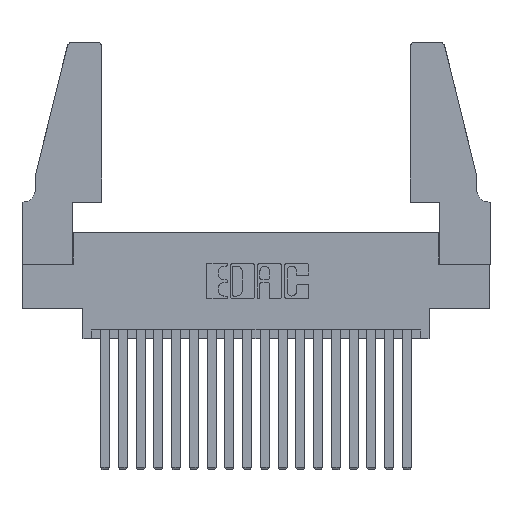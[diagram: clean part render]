
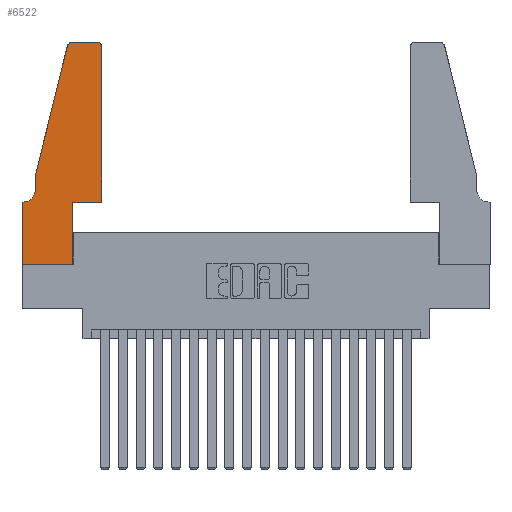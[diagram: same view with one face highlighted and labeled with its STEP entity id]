
A CAD part, top view. The second image highlights one B-rep face of the part: STEP entity #6522.
In plain terms, the highlighted planar face has unit normal (0, 0, 1).
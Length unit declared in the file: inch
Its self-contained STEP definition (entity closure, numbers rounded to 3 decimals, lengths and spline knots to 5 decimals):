
#499 = VECTOR ( 'NONE', #13298, 39.37008 ) ;
#780 = CIRCLE ( 'NONE', #13992, 0.07 ) ;
#1046 = ORIENTED_EDGE ( 'NONE', *, *, #10843, .T. ) ;
#1192 = DIRECTION ( 'NONE',  ( -0.239, -0.971, 0. ) ) ;
#1369 = VECTOR ( 'NONE', #3593, 39.37008 ) ;
#1541 = CARTESIAN_POINT ( 'NONE',  ( 0.4505, 0.35, 0.37 ) ) ;
#1810 = ORIENTED_EDGE ( 'NONE', *, *, #5579, .T. ) ;
#1818 = CARTESIAN_POINT ( 'NONE',  ( 0., 0., 0.37 ) ) ;
#1885 = PLANE ( 'NONE',  #2020 ) ;
#1994 = VECTOR ( 'NONE', #18782, 39.37008 ) ;
#2020 = AXIS2_PLACEMENT_3D ( 'NONE', #18349, #18467, #12217 ) ;
#2385 = LINE ( 'NONE', #8689, #15071 ) ;
#2394 = CARTESIAN_POINT ( 'NONE',  ( 0., 0., 0.37 ) ) ;
#2918 = VERTEX_POINT ( 'NONE', #6060 ) ;
#2932 = ORIENTED_EDGE ( 'NONE', *, *, #18181, .T. ) ;
#2950 = LINE ( 'NONE', #12586, #1994 ) ;
#3378 = DIRECTION ( 'NONE',  ( 0., 0., 1. ) ) ;
#3568 = ORIENTED_EDGE ( 'NONE', *, *, #7768, .T. ) ;
#3593 = DIRECTION ( 'NONE',  ( 0., -1., 0. ) ) ;
#3600 = VERTEX_POINT ( 'NONE', #8369 ) ;
#3656 = CARTESIAN_POINT ( 'NONE',  ( 0.0755, 0.5, 0.37 ) ) ;
#3678 = DIRECTION ( 'NONE',  ( 0., 0., 1. ) ) ;
#3740 = VERTEX_POINT ( 'NONE', #18368 ) ;
#3922 = AXIS2_PLACEMENT_3D ( 'NONE', #6181, #3378, #15357 ) ;
#3928 = VERTEX_POINT ( 'NONE', #5190 ) ;
#3933 = LINE ( 'NONE', #3656, #1369 ) ;
#4454 = CARTESIAN_POINT ( 'NONE',  ( 0., 0.35, 0.37 ) ) ;
#4514 = EDGE_CURVE ( 'NONE', #2918, #3928, #2385, .T. ) ;
#5190 = CARTESIAN_POINT ( 'NONE',  ( 0.0755, 0.5, 0.37 ) ) ;
#5579 = EDGE_CURVE ( 'NONE', #9840, #3740, #9156, .T. ) ;
#5633 = VERTEX_POINT ( 'NONE', #6200 ) ;
#5678 = LINE ( 'NONE', #7556, #7754 ) ;
#5697 = LINE ( 'NONE', #12636, #16736 ) ;
#5720 = ORIENTED_EDGE ( 'NONE', *, *, #10735, .T. ) ;
#5723 = ORIENTED_EDGE ( 'NONE', *, *, #8711, .T. ) ;
#6060 = CARTESIAN_POINT ( 'NONE',  ( 0.25487, 1.22718, 0.37 ) ) ;
#6181 = CARTESIAN_POINT ( 'NONE',  ( 0.284, 1.22, 0.37 ) ) ;
#6200 = CARTESIAN_POINT ( 'NONE',  ( 0.284, 1.25, 0.37 ) ) ;
#6522 = ADVANCED_FACE ( 'NONE', ( #14274 ), #1885, .T. ) ;
#7055 = DIRECTION ( 'NONE',  ( -1., 0., 0. ) ) ;
#7556 = CARTESIAN_POINT ( 'NONE',  ( 0.4505, 0.35, 0.37 ) ) ;
#7754 = VECTOR ( 'NONE', #18054, 39.37008 ) ;
#7768 = EDGE_CURVE ( 'NONE', #5633, #2918, #8088, .T. ) ;
#7880 = EDGE_CURVE ( 'NONE', #3740, #9247, #2950, .T. ) ;
#8088 = CIRCLE ( 'NONE', #3922, 0.03 ) ;
#8369 = CARTESIAN_POINT ( 'NONE',  ( 0.4205, 1.25, 0.37 ) ) ;
#8469 = ORIENTED_EDGE ( 'NONE', *, *, #10607, .T. ) ;
#8561 = DIRECTION ( 'NONE',  ( 0., 0., -1. ) ) ;
#8689 = CARTESIAN_POINT ( 'NONE',  ( 0.0755, 0.5, 0.37 ) ) ;
#8701 = CARTESIAN_POINT ( 'NONE',  ( 0.0755, 0.42, 0.37 ) ) ;
#8711 = EDGE_CURVE ( 'NONE', #12903, #18812, #780, .T. ) ;
#8989 = CARTESIAN_POINT ( 'NONE',  ( 0.4505, 1.22, 0.37 ) ) ;
#9156 = LINE ( 'NONE', #2394, #9859 ) ;
#9247 = VERTEX_POINT ( 'NONE', #13979 ) ;
#9368 = ORIENTED_EDGE ( 'NONE', *, *, #13338, .T. ) ;
#9784 = DIRECTION ( 'NONE',  ( 1., 0., 0. ) ) ;
#9840 = VERTEX_POINT ( 'NONE', #1818 ) ;
#9859 = VECTOR ( 'NONE', #14420, 39.37008 ) ;
#10026 = CARTESIAN_POINT ( 'NONE',  ( 0.0055, 0.35, 0.37 ) ) ;
#10388 = VERTEX_POINT ( 'NONE', #1541 ) ;
#10607 = EDGE_CURVE ( 'NONE', #3600, #5633, #11789, .T. ) ;
#10735 = EDGE_CURVE ( 'NONE', #18439, #3600, #16269, .T. ) ;
#10843 = EDGE_CURVE ( 'NONE', #16113, #9840, #5697, .T. ) ;
#11079 = LINE ( 'NONE', #16070, #499 ) ;
#11151 = EDGE_CURVE ( 'NONE', #10388, #18439, #5678, .T. ) ;
#11243 = EDGE_CURVE ( 'NONE', #18812, #16113, #11079, .T. ) ;
#11789 = LINE ( 'NONE', #16990, #16960 ) ;
#12094 = EDGE_LOOP ( 'NONE', ( #8469, #3568, #18283, #9368, #5723, #16706, #1046, #1810, #14362, #2932, #17006, #5720 ) ) ;
#12217 = DIRECTION ( 'NONE',  ( 1., 0., 0. ) ) ;
#12586 = CARTESIAN_POINT ( 'NONE',  ( 0.2865, 0.35, 0.37 ) ) ;
#12636 = CARTESIAN_POINT ( 'NONE',  ( 0., 0., 0.37 ) ) ;
#12652 = AXIS2_PLACEMENT_3D ( 'NONE', #14144, #3678, #15654 ) ;
#12903 = VERTEX_POINT ( 'NONE', #8701 ) ;
#12968 = CARTESIAN_POINT ( 'NONE',  ( 0.0055, 0.42, 0.37 ) ) ;
#13298 = DIRECTION ( 'NONE',  ( -1., 0., 0. ) ) ;
#13338 = EDGE_CURVE ( 'NONE', #3928, #12903, #3933, .T. ) ;
#13979 = CARTESIAN_POINT ( 'NONE',  ( 0.2865, 0.35, 0.37 ) ) ;
#13992 = AXIS2_PLACEMENT_3D ( 'NONE', #12968, #8561, #7055 ) ;
#14078 = DIRECTION ( 'NONE',  ( 0., -1., 0. ) ) ;
#14144 = CARTESIAN_POINT ( 'NONE',  ( 0.4205, 1.22, 0.37 ) ) ;
#14274 = FACE_OUTER_BOUND ( 'NONE', #12094, .T. ) ;
#14362 = ORIENTED_EDGE ( 'NONE', *, *, #7880, .T. ) ;
#14420 = DIRECTION ( 'NONE',  ( 1., 0., 0. ) ) ;
#15071 = VECTOR ( 'NONE', #1192, 39.37008 ) ;
#15357 = DIRECTION ( 'NONE',  ( 1., 0., 0. ) ) ;
#15391 = VECTOR ( 'NONE', #9784, 39.37008 ) ;
#15472 = DIRECTION ( 'NONE',  ( -1., 0., 0. ) ) ;
#15654 = DIRECTION ( 'NONE',  ( 1., 0., 0. ) ) ;
#15775 = CARTESIAN_POINT ( 'NONE',  ( 0.4505, 0.35, 0.37 ) ) ;
#16070 = CARTESIAN_POINT ( 'NONE',  ( 0.0755, 0.35, 0.37 ) ) ;
#16113 = VERTEX_POINT ( 'NONE', #4454 ) ;
#16269 = CIRCLE ( 'NONE', #12652, 0.03 ) ;
#16706 = ORIENTED_EDGE ( 'NONE', *, *, #11243, .T. ) ;
#16736 = VECTOR ( 'NONE', #14078, 39.37008 ) ;
#16960 = VECTOR ( 'NONE', #15472, 39.37008 ) ;
#16990 = CARTESIAN_POINT ( 'NONE',  ( 0.2605, 1.25, 0.37 ) ) ;
#17006 = ORIENTED_EDGE ( 'NONE', *, *, #11151, .T. ) ;
#18054 = DIRECTION ( 'NONE',  ( 0., 1., 0. ) ) ;
#18181 = EDGE_CURVE ( 'NONE', #9247, #10388, #18688, .T. ) ;
#18283 = ORIENTED_EDGE ( 'NONE', *, *, #4514, .T. ) ;
#18349 = CARTESIAN_POINT ( 'NONE',  ( 0., 0.35, 0.37 ) ) ;
#18368 = CARTESIAN_POINT ( 'NONE',  ( 0.2865, 0., 0.37 ) ) ;
#18439 = VERTEX_POINT ( 'NONE', #8989 ) ;
#18467 = DIRECTION ( 'NONE',  ( 0., 0., 1. ) ) ;
#18688 = LINE ( 'NONE', #15775, #15391 ) ;
#18782 = DIRECTION ( 'NONE',  ( 0., 1., 0. ) ) ;
#18812 = VERTEX_POINT ( 'NONE', #10026 ) ;
